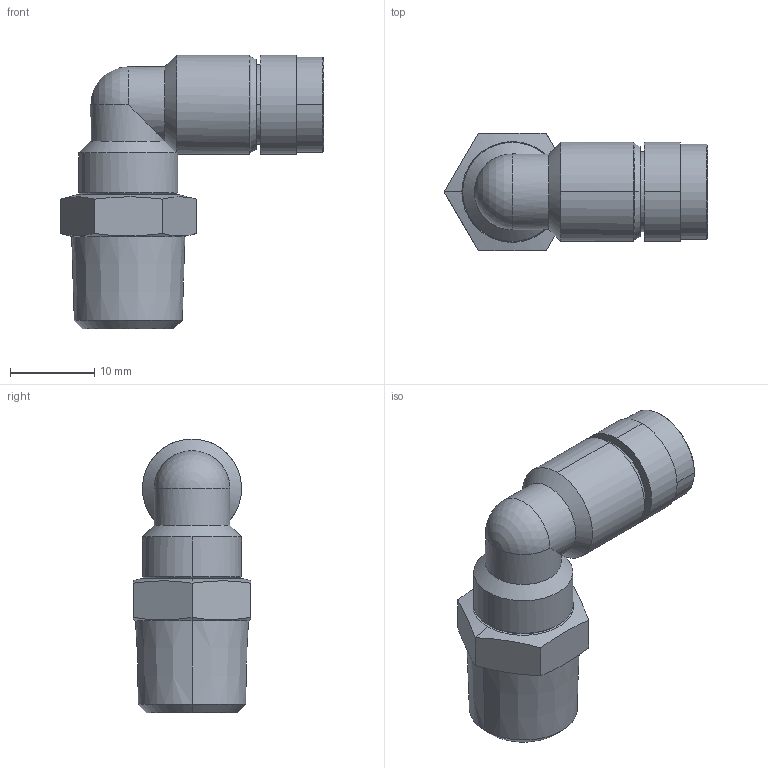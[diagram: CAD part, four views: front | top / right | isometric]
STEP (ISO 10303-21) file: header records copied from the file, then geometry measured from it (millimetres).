
FILE_DESCRIPTION(/* description */ ('AP214 STEP file'),/* implementation_level */ '2;1');
FILE_NAME(/* name */ 'KL6-02.stp',/* time_stamp */ '2024-07-09T15:33:56+09:00',/* author */ (''),/* organization */ (''),/* preprocessor_version */ 'ST-DEVELOPER v17.1',/* originating_system */ 'Elysium Co. Ltd. STEP Translator v8.1.0.6',/* authorisation */ '');
FILE_SCHEMA (('AUTOMOTIVE_DESIGN { 1 0 10303 214 3 1 1 }'));
Length unit declared in the file: millimetre
Products named in the file (1): KL6-02
Bounding box: 31.33 x 14 x 32.6 mm (x, y, z)
Volume: 4839.8 mm3; surface area: 2605.9 mm2
Topology: 1 solids, 1 shells, 49 faces, 106 edges, 64 vertices
Faces by surface type: cone 18, cylinder 16, plane 14, sphere 1
Entity records: 1045 total; most frequent: ORIENTED_EDGE 210, CARTESIAN_POINT 141, EDGE_CURVE 105, AXIS2_PLACEMENT_3D 105, VERTEX_POINT 64, EDGE_LOOP 55, CIRCLE 51, ADVANCED_FACE 49
